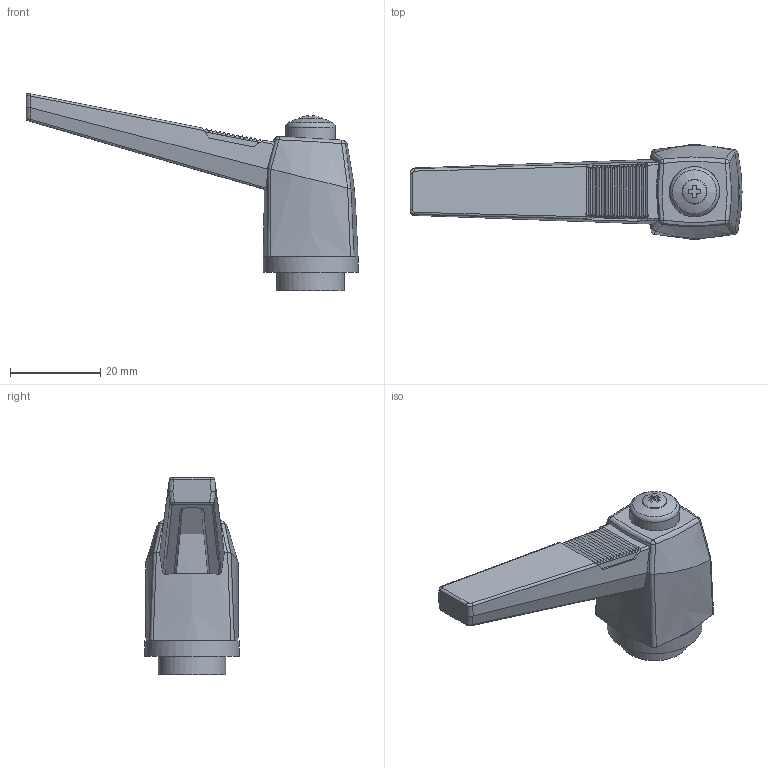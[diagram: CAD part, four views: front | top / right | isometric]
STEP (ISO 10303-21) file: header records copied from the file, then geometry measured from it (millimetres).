
FILE_DESCRIPTION( ( 'Unknown' ), '1' );
FILE_NAME( '6356795_KRBX63_M06.stp', 'Unknown', ( 'Unknown' ), ( 'Unknown' ), 'PSStep 14.0', 'Unknown', ' ' );
FILE_SCHEMA( ( 'AUTOMOTIVE_DESIGN { 1 0 10303 214 1 1 1 1 }' ) );
Length unit declared in the file: millimetre
Products named in the file (1): 1840020
Bounding box: 73.5 x 21 x 43.62 mm (x, y, z)
Volume: 14788.1 mm3; surface area: 6442.3 mm2
Topology: 1 solids, 2 shells, 148 faces, 386 edges, 247 vertices
Faces by surface type: plane 74, bspline 51, cylinder 15, sphere 4, cone 2, torus 2
Full cylindrical faces by diameter (mm): 3 x1, 4.917 x2, 5.5 x1, 6 x1, 8 x1, 11 x1, 11.2 x1, 15 x1, 21 x1
Entity records: 8915 total; most frequent: CARTESIAN_POINT 4600, ORIENTED_EDGE 718, DIRECTION 521, EDGE_CURVE 359, VERTEX_POINT 239, AXIS2_PLACEMENT_3D 213, EDGE_LOOP 170, FACE_OUTER_BOUND 162
